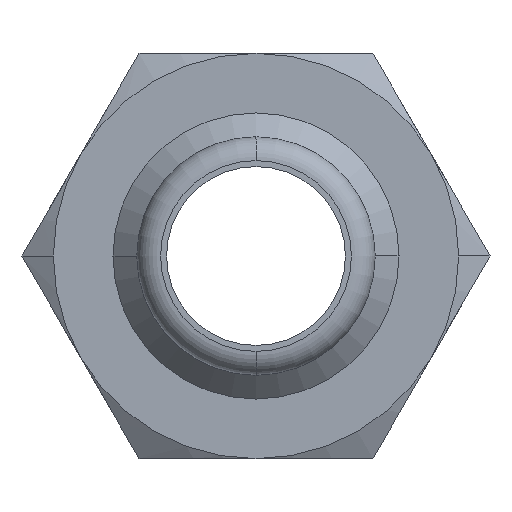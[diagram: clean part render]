
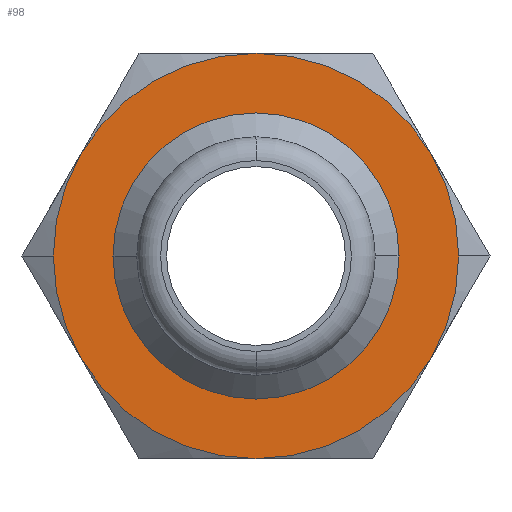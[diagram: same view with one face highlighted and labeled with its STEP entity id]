
A CAD part, front view. The second image highlights one B-rep face of the part: STEP entity #98.
In plain terms, the highlighted planar face has unit normal (0, -1, 0).
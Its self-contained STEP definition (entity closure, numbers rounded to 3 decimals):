
#98=ADVANCED_FACE('',(#224,#225),#226,.T.);
#224=FACE_OUTER_BOUND('',#379,.T.);
#225=FACE_BOUND('',#380,.T.);
#226=PLANE('',#381);
#379=EDGE_LOOP('',(#593,#594,#595,#596,#597,#598,#599,#600));
#380=EDGE_LOOP('',(#601,#602));
#381=AXIS2_PLACEMENT_3D('',#603,#604,#605);
#593=ORIENTED_EDGE('',*,*,#923,.F.);
#594=ORIENTED_EDGE('',*,*,#939,.F.);
#595=ORIENTED_EDGE('',*,*,#940,.F.);
#596=ORIENTED_EDGE('',*,*,#941,.F.);
#597=ORIENTED_EDGE('',*,*,#942,.F.);
#598=ORIENTED_EDGE('',*,*,#943,.F.);
#599=ORIENTED_EDGE('',*,*,#944,.F.);
#600=ORIENTED_EDGE('',*,*,#945,.F.);
#601=ORIENTED_EDGE('',*,*,#946,.F.);
#602=ORIENTED_EDGE('',*,*,#926,.F.);
#603=CARTESIAN_POINT('',(4.25,20.0,0.0));
#604=DIRECTION('',(-0.0,-1.0,-0.0));
#605=DIRECTION('',(-1.0,0.0,0.0));
#923=EDGE_CURVE('',#1093,#1090,#1095,.T.);
#926=EDGE_CURVE('',#1097,#1099,#1100,.T.);
#939=EDGE_CURVE('',#1118,#1093,#1119,.T.);
#940=EDGE_CURVE('',#1120,#1118,#1121,.T.);
#941=EDGE_CURVE('',#1122,#1120,#1123,.T.);
#942=EDGE_CURVE('',#1111,#1122,#1124,.T.);
#943=EDGE_CURVE('',#1125,#1111,#1126,.T.);
#944=EDGE_CURVE('',#1127,#1125,#1128,.T.);
#945=EDGE_CURVE('',#1090,#1127,#1129,.T.);
#946=EDGE_CURVE('',#1099,#1097,#1130,.T.);
#1090=VERTEX_POINT('',#1362);
#1093=VERTEX_POINT('',#1366);
#1095=CIRCLE('',#1379,8.5);
#1097=VERTEX_POINT('',#1381);
#1099=VERTEX_POINT('',#1384);
#1100=CIRCLE('',#1385,6.0);
#1111=VERTEX_POINT('',#1421);
#1118=VERTEX_POINT('',#1452);
#1119=CIRCLE('',#1453,8.5);
#1120=VERTEX_POINT('',#1454);
#1121=CIRCLE('',#1455,8.5);
#1122=VERTEX_POINT('',#1456);
#1123=CIRCLE('',#1457,8.5);
#1124=CIRCLE('',#1458,8.5);
#1125=VERTEX_POINT('',#1459);
#1126=CIRCLE('',#1460,8.5);
#1127=VERTEX_POINT('',#1461);
#1128=CIRCLE('',#1462,8.5);
#1129=CIRCLE('',#1463,8.5);
#1130=CIRCLE('',#1464,6.0);
#1362=CARTESIAN_POINT('',(8.5,20.0,0.));
#1366=CARTESIAN_POINT('',(7.361,20.0,4.25));
#1379=AXIS2_PLACEMENT_3D('',#1798,#1799,#1800);
#1381=CARTESIAN_POINT('',(6.0,20.0,0.));
#1384=CARTESIAN_POINT('',(-6.0,20.0,0.));
#1385=AXIS2_PLACEMENT_3D('',#1802,#1803,#1804);
#1421=CARTESIAN_POINT('',(-7.361,20.0,-4.25));
#1452=CARTESIAN_POINT('',(0.,20.0,8.5));
#1453=AXIS2_PLACEMENT_3D('',#1810,#1811,#1812);
#1454=CARTESIAN_POINT('',(-7.361,20.0,4.25));
#1455=AXIS2_PLACEMENT_3D('',#1813,#1814,#1815);
#1456=CARTESIAN_POINT('',(-8.5,20.0,0.));
#1457=AXIS2_PLACEMENT_3D('',#1816,#1817,#1818);
#1458=AXIS2_PLACEMENT_3D('',#1819,#1820,#1821);
#1459=CARTESIAN_POINT('',(0.0,20.0,-8.5));
#1460=AXIS2_PLACEMENT_3D('',#1822,#1823,#1824);
#1461=CARTESIAN_POINT('',(7.361,20.0,-4.25));
#1462=AXIS2_PLACEMENT_3D('',#1825,#1826,#1827);
#1463=AXIS2_PLACEMENT_3D('',#1828,#1829,#1830);
#1464=AXIS2_PLACEMENT_3D('',#1831,#1832,#1833);
#1798=CARTESIAN_POINT('',(0.0,20.0,0.0));
#1799=DIRECTION('',(-0.0,1.0,0.0));
#1800=DIRECTION('',(1.0,0.0,0.0));
#1802=CARTESIAN_POINT('',(0.0,20.0,0.0));
#1803=DIRECTION('',(0.0,-1.0,0.0));
#1804=DIRECTION('',(1.0,0.0,0.0));
#1810=CARTESIAN_POINT('',(0.0,20.0,0.0));
#1811=DIRECTION('',(-0.0,1.0,0.0));
#1812=DIRECTION('',(1.0,0.0,0.0));
#1813=CARTESIAN_POINT('',(0.0,20.0,0.0));
#1814=DIRECTION('',(-0.0,1.0,0.0));
#1815=DIRECTION('',(1.0,0.0,0.0));
#1816=CARTESIAN_POINT('',(0.0,20.0,0.0));
#1817=DIRECTION('',(-0.0,1.0,0.0));
#1818=DIRECTION('',(1.0,0.0,0.0));
#1819=CARTESIAN_POINT('',(0.0,20.0,0.0));
#1820=DIRECTION('',(-0.0,1.0,0.0));
#1821=DIRECTION('',(1.0,0.0,0.0));
#1822=CARTESIAN_POINT('',(0.0,20.0,0.0));
#1823=DIRECTION('',(-0.0,1.0,0.0));
#1824=DIRECTION('',(1.0,0.0,0.0));
#1825=CARTESIAN_POINT('',(0.0,20.0,0.0));
#1826=DIRECTION('',(-0.0,1.0,0.0));
#1827=DIRECTION('',(1.0,0.0,0.0));
#1828=CARTESIAN_POINT('',(0.0,20.0,0.0));
#1829=DIRECTION('',(-0.0,1.0,0.0));
#1830=DIRECTION('',(1.0,0.0,0.0));
#1831=CARTESIAN_POINT('',(0.0,20.0,0.0));
#1832=DIRECTION('',(0.0,-1.0,0.0));
#1833=DIRECTION('',(1.0,0.0,0.0));
